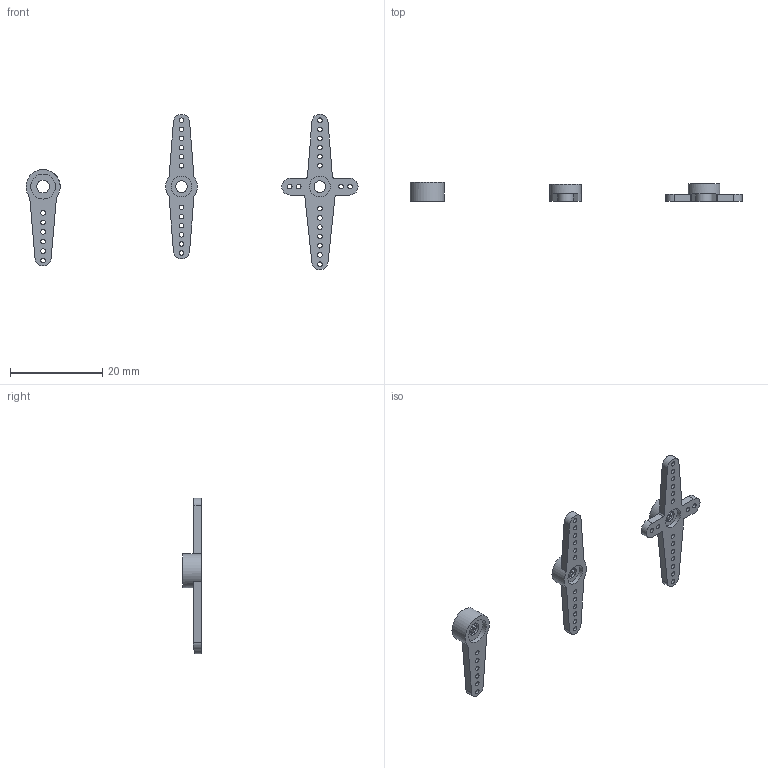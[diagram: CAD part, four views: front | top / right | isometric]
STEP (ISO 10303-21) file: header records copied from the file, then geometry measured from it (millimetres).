
FILE_DESCRIPTION(/* description */ (''),/* implementation_level */ '2;1');
FILE_NAME(/* name */ 'MG90_Arm v1.step',/* time_stamp */ '2019-07-25T13:49:43+08:00',/* author */ (''),/* organization */ (''),/* preprocessor_version */ 'ST-DEVELOPER v18',/* originating_system */ 'Autodesk Translation Framework v8.2.0.1029',/* authorisation */ '');
FILE_SCHEMA (('AUTOMOTIVE_DESIGN { 1 0 10303 214 3 1 1 }'));
Length unit declared in the file: millimetre
Products named in the file (3): MG90_Arm; Arm01; Arm02
Assembly tree (2 placements, depth 2):
  MG90_Arm
    Arm01
    Arm02
Bounding box: 71.95 x 4.1 x 33.69 mm (x, y, z)
Volume: 765.9 mm3; surface area: 1647.3 mm2
Topology: 3 solids, 3 shells, 322 faces, 930 edges, 620 vertices
Faces by surface type: plane 151, cylinder 111, cone 60
Full cylindrical faces by diameter (mm): 1 x35, 2.5 x2, 2.75 x1, 4.5 x2, 5.4 x1, 6.9 x2, 7.4 x1
Entity records: 10764 total; most frequent: CARTESIAN_POINT 2117, ORIENTED_EDGE 1860, DIRECTION 1756, EDGE_CURVE 930, VERTEX_POINT 620, AXIS2_PLACEMENT_3D 619, LINE 518, VECTOR 518
